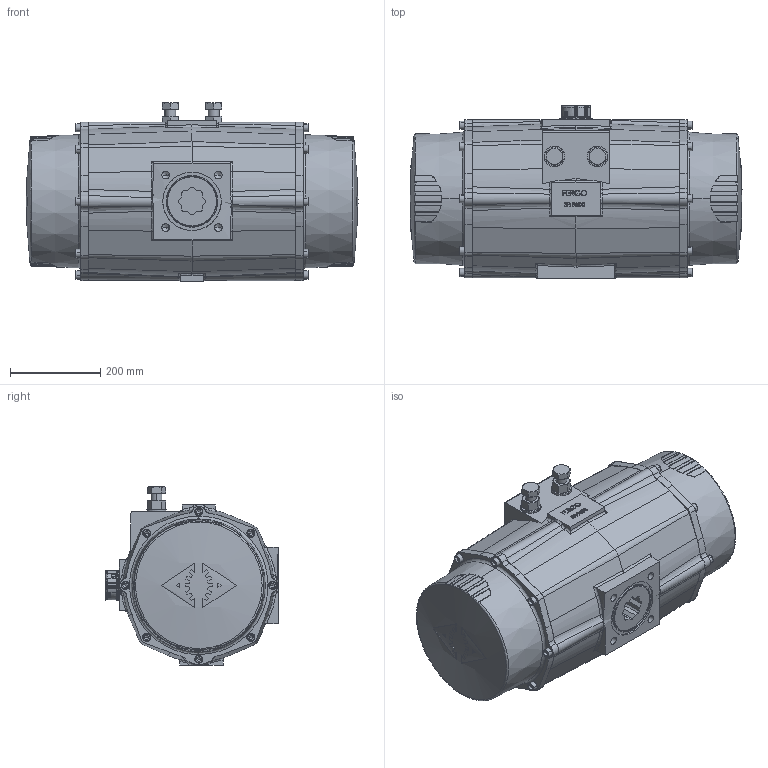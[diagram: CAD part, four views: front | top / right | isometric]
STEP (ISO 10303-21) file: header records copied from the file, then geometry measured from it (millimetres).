
FILE_DESCRIPTION (( 'STEP AP214' ), '1' );
FILE_NAME ('SR2500-Pneumatischer-Einfachwirkend-Federschließend-Schwenkantrieb-Fergo.STEP', '2022-11-14T09:14:18', ( '' ), ( '' ), 'SwSTEP 2.0', 'SolidWorks 2022', '' );
FILE_SCHEMA (( 'AUTOMOTIVE_DESIGN' ));
Length unit declared in the file: millimetre
Products named in the file (1): SR2500-Pneumatischer-Einfachwirkend-Federschließend-Schwenkantrieb-Fergo
Bounding box: 737.62 x 383.29 x 396.5 mm (x, y, z)
Volume: 16038596.3 mm3; surface area: 2296681.2 mm2
Topology: 40 solids, 60 shells, 4165 faces, 10801 edges, 6731 vertices
Faces by surface type: plane 1532, cylinder 1418, bspline 553, cone 395, torus 202, sphere 65
Entity records: 183448 total; most frequent: CARTESIAN_POINT 86711, ORIENTED_EDGE 21166, DIRECTION 18736, EDGE_CURVE 10583, AXIS2_PLACEMENT_3D 6958, VERTEX_POINT 6726, LINE 4820, VECTOR 4820
